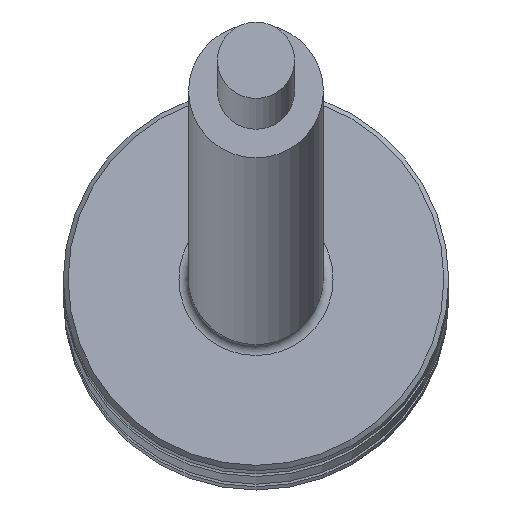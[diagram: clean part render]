
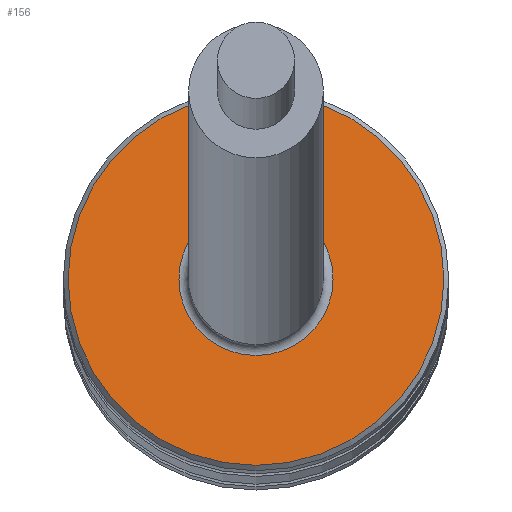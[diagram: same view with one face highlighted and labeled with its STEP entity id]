
A CAD part, front view. The second image highlights one B-rep face of the part: STEP entity #156.
In plain terms, the highlighted planar face has unit normal (0, -0.991, 0.133).
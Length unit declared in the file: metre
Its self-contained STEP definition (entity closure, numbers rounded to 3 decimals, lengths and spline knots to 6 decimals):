
#39=ORIENTED_EDGE('',*,*,#62,.T.);
#40=ORIENTED_EDGE('',*,*,#63,.T.);
#62=EDGE_CURVE('',#75,#75,#88,.F.);
#63=EDGE_CURVE('',#76,#76,#89,.T.);
#75=VERTEX_POINT('',#281);
#76=VERTEX_POINT('',#283);
#88=CIRCLE('',#190,0.00635);
#89=CIRCLE('',#191,0.015478);
#104=EDGE_LOOP('',(#39));
#105=EDGE_LOOP('',(#40));
#130=FACE_BOUND('',#104,.T.);
#131=FACE_BOUND('',#105,.T.);
#149=PLANE('',#189);
#156=ADVANCED_FACE('',(#130,#131),#149,.T.);
#189=AXIS2_PLACEMENT_3D('',#279,#229,#230);
#190=AXIS2_PLACEMENT_3D('',#280,#231,#232);
#191=AXIS2_PLACEMENT_3D('',#282,#233,#234);
#229=DIRECTION('',(0.,-0.991,0.133));
#230=DIRECTION('',(1.,0.,0.));
#231=DIRECTION('',(0.,-0.991,0.133));
#232=DIRECTION('',(0.,-0.133,-0.991));
#233=DIRECTION('',(0.,-0.991,0.133));
#234=DIRECTION('',(0.,-0.133,-0.991));
#279=CARTESIAN_POINT('',(0.,-0.636856,-0.066127));
#280=CARTESIAN_POINT('',(0.,-0.636856,-0.066127));
#281=CARTESIAN_POINT('',(0.,-0.637702,-0.072421));
#282=CARTESIAN_POINT('',(0.,-0.636856,-0.066127));
#283=CARTESIAN_POINT('',(0.,-0.638918,-0.081468));
